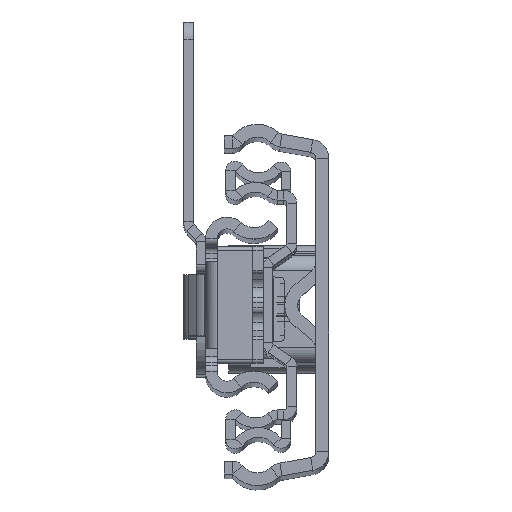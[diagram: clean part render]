
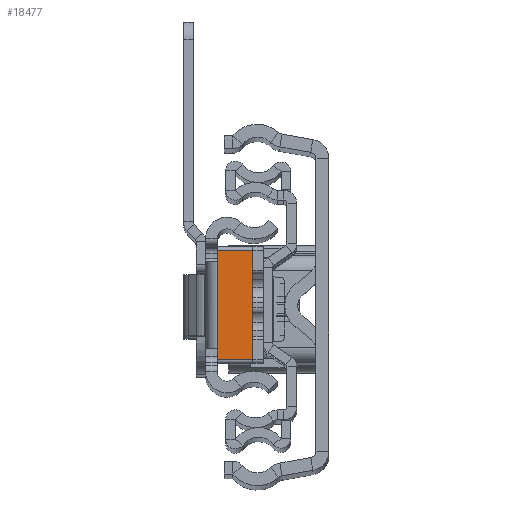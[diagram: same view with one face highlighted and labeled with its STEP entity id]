
A CAD part, top view. The second image highlights one B-rep face of the part: STEP entity #18477.
In plain terms, the highlighted planar face has unit normal (0, 0, 1).
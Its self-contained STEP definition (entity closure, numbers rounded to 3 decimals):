
#107 = DIRECTION ( 'NONE',  ( 1., 0., 0. ) ) ;
#1465 = EDGE_CURVE ( 'NONE', #14662, #26476, #9617, .T. ) ;
#2307 = FACE_OUTER_BOUND ( 'NONE', #17015, .T. ) ;
#4323 = ORIENTED_EDGE ( 'NONE', *, *, #14332, .T. ) ;
#4425 = CARTESIAN_POINT ( 'NONE',  ( 5.5, 8.5, 0. ) ) ;
#6563 = DIRECTION ( 'NONE',  ( 0., 0., 1. ) ) ;
#7584 = DIRECTION ( 'NONE',  ( 1., 0., 0. ) ) ;
#8157 = EDGE_CURVE ( 'NONE', #23525, #19834, #19573, .T. ) ;
#9617 = LINE ( 'NONE', #20125, #20099 ) ;
#9714 = CARTESIAN_POINT ( 'NONE',  ( 0., -8.5, 0. ) ) ;
#9866 = ORIENTED_EDGE ( 'NONE', *, *, #26954, .T. ) ;
#10055 = LINE ( 'NONE', #13862, #16232 ) ;
#10174 = DIRECTION ( 'NONE',  ( 0., 1., 0. ) ) ;
#12998 = ORIENTED_EDGE ( 'NONE', *, *, #1465, .T. ) ;
#13862 = CARTESIAN_POINT ( 'NONE',  ( 0., -8.5, 0. ) ) ;
#14007 = VECTOR ( 'NONE', #18138, 1000. ) ;
#14332 = EDGE_CURVE ( 'NONE', #19834, #14662, #10055, .T. ) ;
#14662 = VERTEX_POINT ( 'NONE', #23922 ) ;
#15643 = CARTESIAN_POINT ( 'NONE',  ( 0., 8.5, 0. ) ) ;
#16232 = VECTOR ( 'NONE', #7584, 1000. ) ;
#16933 = PLANE ( 'NONE',  #19585 ) ;
#17015 = EDGE_LOOP ( 'NONE', ( #25541, #4323, #12998, #9866 ) ) ;
#18138 = DIRECTION ( 'NONE',  ( -1., 0., 0. ) ) ;
#18477 = ADVANCED_FACE ( 'NONE', ( #2307 ), #16933, .T. ) ;
#19261 = CARTESIAN_POINT ( 'NONE',  ( 0., 11114.482, 0. ) ) ;
#19573 = LINE ( 'NONE', #19842, #26186 ) ;
#19585 = AXIS2_PLACEMENT_3D ( 'NONE', #19261, #6563, #107 ) ;
#19834 = VERTEX_POINT ( 'NONE', #9714 ) ;
#19842 = CARTESIAN_POINT ( 'NONE',  ( 0., 11114.482, 0. ) ) ;
#20099 = VECTOR ( 'NONE', #10174, 1000. ) ;
#20125 = CARTESIAN_POINT ( 'NONE',  ( 5.5, 11114.482, 0. ) ) ;
#20340 = CARTESIAN_POINT ( 'NONE',  ( 0., 8.5, 0. ) ) ;
#21749 = DIRECTION ( 'NONE',  ( 0., -1., 0. ) ) ;
#21966 = LINE ( 'NONE', #20340, #14007 ) ;
#23525 = VERTEX_POINT ( 'NONE', #15643 ) ;
#23922 = CARTESIAN_POINT ( 'NONE',  ( 5.5, -8.5, 0. ) ) ;
#25541 = ORIENTED_EDGE ( 'NONE', *, *, #8157, .T. ) ;
#26186 = VECTOR ( 'NONE', #21749, 1000. ) ;
#26476 = VERTEX_POINT ( 'NONE', #4425 ) ;
#26954 = EDGE_CURVE ( 'NONE', #26476, #23525, #21966, .T. ) ;
